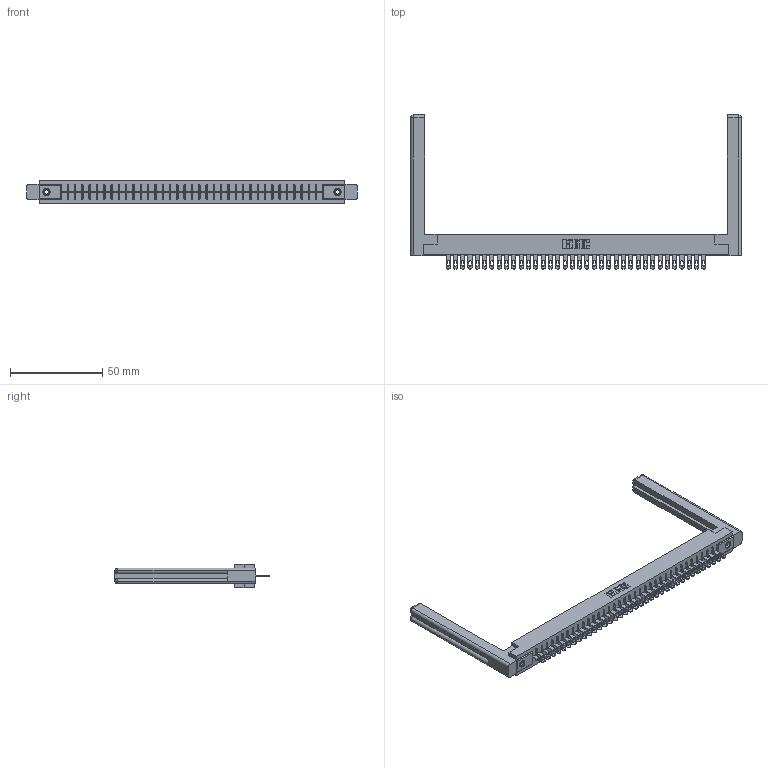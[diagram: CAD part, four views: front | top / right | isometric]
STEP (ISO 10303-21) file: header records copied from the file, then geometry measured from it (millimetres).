
FILE_DESCRIPTION (( 'STEP AP203' ), '1' );
FILE_NAME ('306-036-500-158.STEP', '2019-09-11T23:29:27', ( '' ), ( '' ), 'SwSTEP 2.0', 'SolidWorks 2016', '' );
FILE_SCHEMA (( 'CONFIG_CONTROL_DESIGN' ));
Length unit declared in the file: inch
Products named in the file (5): 306-290-001_100; 307-220-058; 306 Part_.156 Dia; 306-036-500-158; 345-250-001_345-250-001-102
Assembly tree (41 placements, depth 2):
  306-036-500-158
    306 Part_.156 Dia
    306-290-001_100  x36
    345-250-001_345-250-001-102  x2
    307-220-058  x2
Bounding box: 179.27 x 83.52 x 12.7 mm (x, y, z)
Volume: 26956.9 mm3; surface area: 26106.5 mm2
Topology: 41 solids, 41 shells, 2994 faces, 8410 edges, 5400 vertices
Faces by surface type: plane 1952, cylinder 874, sphere 144, cone 12, torus 12
Entity records: 37146 total; most frequent: CARTESIAN_POINT 6246, ORIENTED_EDGE 6134, DIRECTION 6115, EDGE_CURVE 3067, VECTOR 2389, LINE 2389, VERTEX_POINT 1940, AXIS2_PLACEMENT_3D 1863
